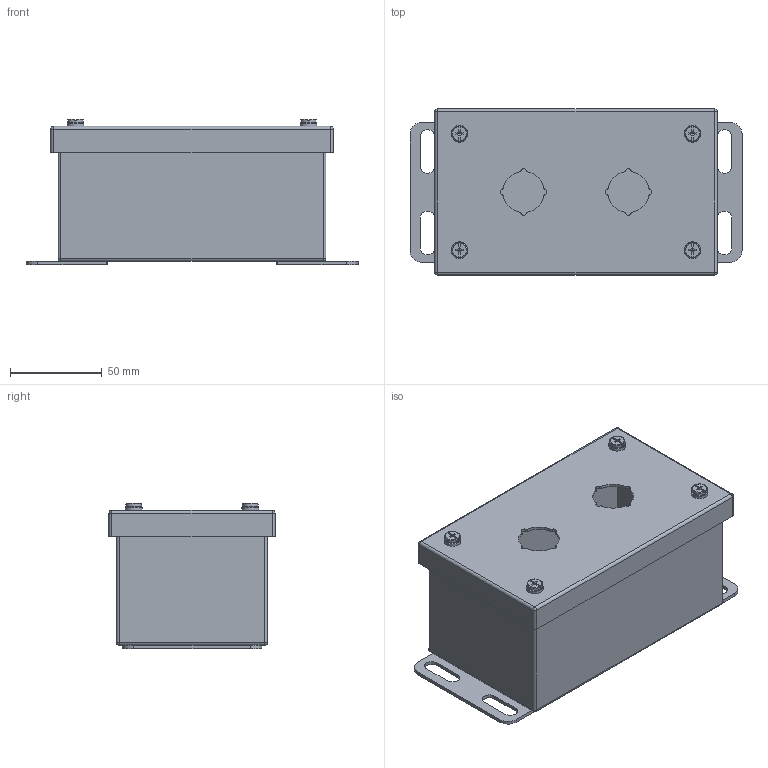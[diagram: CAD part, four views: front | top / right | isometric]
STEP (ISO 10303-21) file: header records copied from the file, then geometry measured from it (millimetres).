
FILE_DESCRIPTION (( 'STEP AP214' ), '1' );
FILE_NAME ('SCE-2PBI.STEP', '2022-07-29T10:35:37', ( '' ), ( '' ), 'SwSTEP 2.0', 'SolidWorks 2021', '' );
FILE_SCHEMA (( 'AUTOMOTIVE_DESIGN' ));
Length unit declared in the file: inch
Products named in the file (1): SCE-2PBI
Bounding box: 180.97 x 90.49 x 79.34 mm (x, y, z)
Volume: 112402.9 mm3; surface area: 147852.2 mm2
Topology: 12 solids, 12 shells, 371 faces, 1004 edges, 572 vertices
Faces by surface type: plane 139, cylinder 100, bspline 80, torus 24, cone 16, sphere 12
Full cylindrical faces by diameter (mm): 3.708 x4, 4.775 x4, 5.588 x4, 6.604 x4, 8.484 x4, 9.195 x4
Entity records: 11987 total; most frequent: CARTESIAN_POINT 3740, ORIENTED_EDGE 1656, DIRECTION 1564, EDGE_CURVE 828, AXIS2_PLACEMENT_3D 572, VERTEX_POINT 536, EDGE_LOOP 446, VECTOR 420
